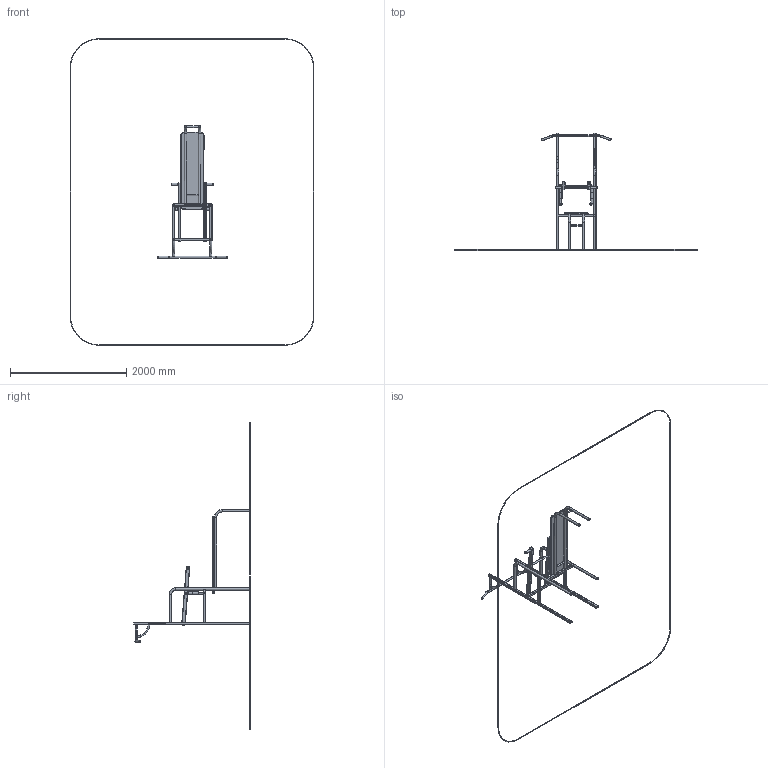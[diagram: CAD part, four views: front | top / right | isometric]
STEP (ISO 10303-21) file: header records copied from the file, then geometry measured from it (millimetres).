
FILE_DESCRIPTION(('STEP AP214'), '1');
FILE_NAME('Óëè÷íûé òðåíàæåð', '', ('UNSPECIFIED'), ('UNSPECIFIED'), 'C3D Converter', 'C3D Toolkit', '');
FILE_SCHEMA(('AUTOMOTIVE_DESIGN { 1 0 10303 214 3 1 1}'));
Length unit declared in the file: millimetre
Products named in the file (39): УТ-25.14.00.00.00; УТ-25.14.01.00.00; УТ-25.1.14.02.01.00-9011; УТ-25.1.14.02.01.03; УТ-25.1.14.02.01.02; КЧ-01М.1.01.00.01.04; УТ-25.1.14.02.00.01; УТ-25.14.02.00.00; УТ-25.1.14.01.01.00; УТ-25.14.02.01.01; УТ-25.14.02.01.02; УТ-25.14.02.01.03; УТ-25.14.02.01.04; УТ-25.14.02.01.05; УТ-25.14.02.01.07; УТ-25.14.02.01.08; УТ-07.1.14.02.00.01; 2101-2915006-02-7Ж; УТ-25.14.03.00.00; УТ-25.14.03.01.01; УТ-25.14.03.01.02; УТ-25.14.03.01.03; УТ-25.14.03.01.04; УТ-25.14.03.01.06; УТР-02.01.12-3020; УТ-25.14.00.01.00; УТ-25.14.00.01.01; УТ-25.14.00.01.02; УТ-25.14.00.01.03; УТ-25.14.00.01.04; УТ-25.14.00.01.05; УТ-25-00.03
Assembly tree (59 placements, depth 4):
  УТ-25.14.00.00.00
    УТ-25.14.01.00.00
      УТ-25.1.14.02.01.00-9011
        УТ-25.1.14.02.01.03
        УТ-25.1.14.02.01.03
        УТ-25.1.14.02.01.02  x2
        КЧ-01М.1.01.00.01.04  x2
      УТ-25.1.14.02.00.01
    УТ-25.14.02.00.00
      УТ-25.1.14.01.01.00
        УТ-25.14.02.01.01  x2
        УТ-25.14.02.01.02  x2
        УТ-25.14.02.01.03
        УТ-25.14.02.01.04  x2
        УТ-25.14.02.01.05  x2
        УТ-25.14.02.01.07  x2
        УТ-25.14.02.01.08  x2
      УТ-07.1.14.02.00.01  x2
    2101-2915006-02-7Ж  x2
      (unnamed)
      (unnamed)
    УТ-25.14.03.00.00
      УТ-25.14.03.01.01  x2
      УТ-25.14.03.01.02
      УТ-25.14.03.01.03  x2
      УТ-25.14.03.01.04
      УТ-25.14.03.01.06  x2
      УТ-25.14.03.01.02
      УТР-02.01.12-3020  x2
    УТ-25.14.00.01.00
      УТ-25.14.00.01.01  x2
      УТ-25.14.00.01.02
      УТ-25.14.00.01.02
      УТ-25.14.00.01.03
      УТ-25.14.00.01.03
      УТ-25.14.02.01.04  x2
      УТ-25.14.00.01.04  x2
      УТ-25.14.00.01.05
      КЧ-01М.1.01.00.01.04  x4
      УТ-25-00.03
Bounding box: 4198.69 x 2012 x 5281.26 mm (x, y, z)
Volume: 23069639.4 mm3; surface area: 7497839.9 mm2
Topology: 50 solids, 50 shells, 582 faces, 1332 edges, 860 vertices
Faces by surface type: plane 268, cylinder 260, torus 38, cone 16
Full cylindrical faces by diameter (mm): 1 x8, 2 x6, 5 x2, 6.5 x8, 10.5 x4, 16 x8, 21.4 x2, 24 x4, 27 x2, 28.4 x10, 30 x2, 34 x14, 35 x4, 36.4 x4, 37.4 x4, 40 x8, 42 x4, 43 x4, 45 x2, 47 x4, 50 x2, 60 x2
Entity records: 16833 total; most frequent: CARTESIAN_POINT 4568, DIRECTION 1987, ORIENTED_EDGE 1578, AXIS2_PLACEMENT_3D 807, EDGE_CURVE 789, EDGE_LOOP 583, VERTEX_POINT 572, ADVANCED_FACE 387
